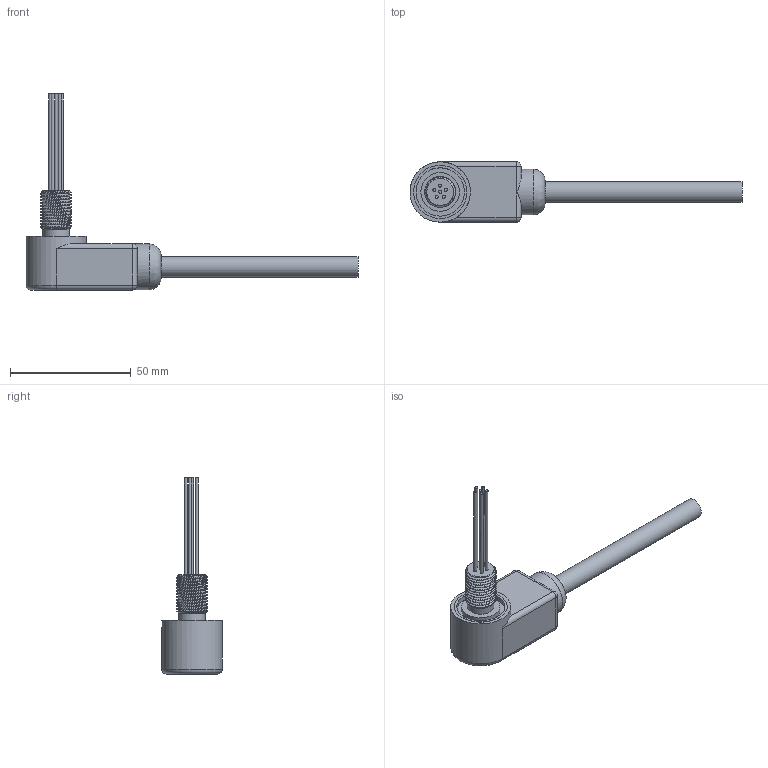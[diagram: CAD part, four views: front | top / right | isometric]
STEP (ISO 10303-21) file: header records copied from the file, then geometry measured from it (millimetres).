
FILE_DESCRIPTION(/* description */ (''),/* implementation_level */ '2;1');
FILE_NAME(/* name */ 'PNARA 1_2.stp',/* time_stamp */ '2014-11-28T11:35:41+01:00',/* author */ ('sh'),/* organization */ (''),/* preprocessor_version */ 'ST-DEVELOPER v15.2',/* originating_system */ 'Autodesk Inventor 2014',/* authorisation */ '');
FILE_SCHEMA (('AUTOMOTIVE_DESIGN { 1 0 10303 214 3 1 1 }'));
Length unit declared in the file: millimetre
Products named in the file (1): PNARA 1_2
Bounding box: 137.5 x 25 x 81.2 mm (x, y, z)
Volume: 31429.4 mm3; surface area: 9650 mm2
Topology: 1 solids, 1 shells, 53 faces, 108 edges, 65 vertices
Faces by surface type: cylinder 22, plane 20, sphere 4, bspline 3, cone 3, torus 1
Full cylindrical faces by diameter (mm): 1.25 x6, 8.5 x1, 11 x1, 16 x1, 19 x1, 20 x1, 22 x1, 25 x1
Entity records: 3496 total; most frequent: CARTESIAN_POINT 2441, DIRECTION 216, ORIENTED_EDGE 164, AXIS2_PLACEMENT_3D 97, EDGE_CURVE 82, EDGE_LOOP 79, VERTEX_POINT 59, ADVANCED_FACE 52
